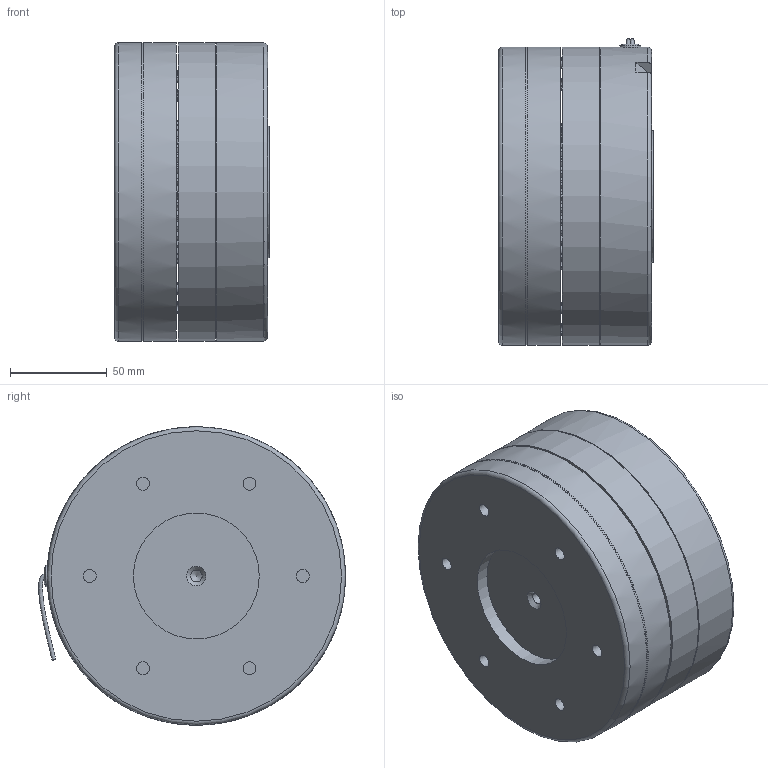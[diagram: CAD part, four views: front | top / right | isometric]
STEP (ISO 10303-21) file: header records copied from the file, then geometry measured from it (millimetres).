
FILE_DESCRIPTION(/* description */ (''),/* implementation_level */ '2;1');
FILE_NAME(/* name */ 'ESB-N140_Z.stp',/* time_stamp */ '2025-01-21T08:43:55+01:00',/* author */ ('nesvadba'),/* organization */ (''),/* preprocessor_version */ 'ST-DEVELOPER v20',/* originating_system */ 'Autodesk Inventor 2025',/* authorisation */ '');
FILE_SCHEMA (('AUTOMOTIVE_DESIGN { 1 0 10303 214 3 1 1 }'));
Products named in the file (1): 07_80_140_02 ESB-N140_Z@STEP
Bounding box: 80 x 158.43 x 154 mm (x, y, z)
Volume: 1128895.9 mm3; surface area: 245563.2 mm2
Topology: 3 solids, 3 shells, 3837 faces, 11752 edges, 7788 vertices
Faces by surface type: plane 3073, cylinder 457, torus 170, cone 78, sphere 44, bspline 15
Full cylindrical faces by diameter (mm): 3 x2, 3.5 x2, 6 x3, 6.647 x6, 8 x12, 11 x1, 65 x2, 68 x3, 75 x1, 81 x2, 81.4 x3, 88.6 x3, 94.5 x1, 95 x3, 98.5 x1, 116 x2, 136 x2, 144 x2, 144.5 x1, 154 x3
Entity records: 149672 total; most frequent: CARTESIAN_POINT 34850, DIRECTION 26620, ORIENTED_EDGE 23322, EDGE_CURVE 11661, AXIS2_PLACEMENT_3D 11547, VERTEX_POINT 7788, EDGE_LOOP 5438, ELLIPSE 4324
